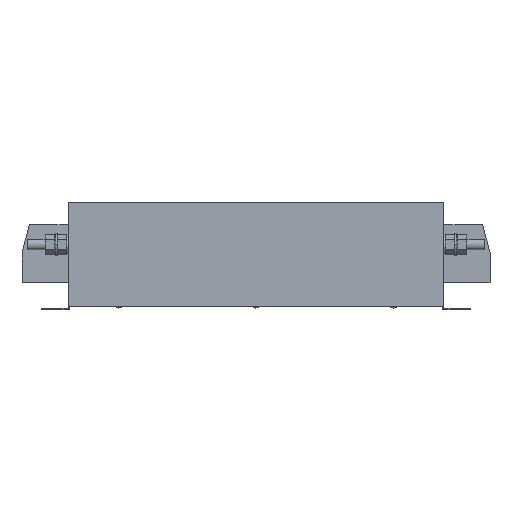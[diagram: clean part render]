
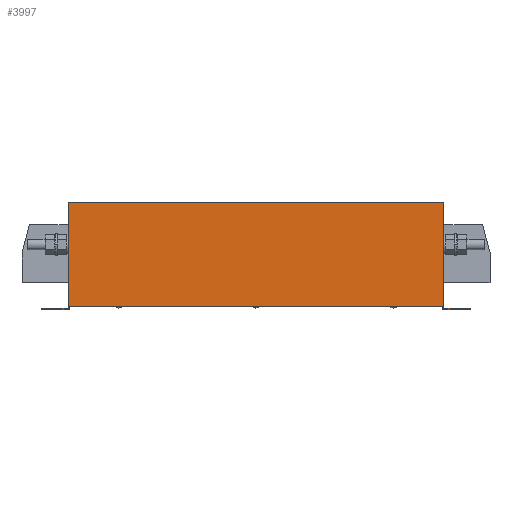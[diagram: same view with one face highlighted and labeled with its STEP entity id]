
A CAD part, top view. The second image highlights one B-rep face of the part: STEP entity #3997.
In plain terms, the highlighted planar face has unit normal (0, 0, 1).
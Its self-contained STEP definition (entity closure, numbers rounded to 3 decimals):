
#97 = VECTOR ( 'NONE', #3430, 1000. ) ;
#204 = LINE ( 'NONE', #1076, #7919 ) ;
#251 = DIRECTION ( 'NONE',  ( -1., 0., 0. ) ) ;
#271 = VERTEX_POINT ( 'NONE', #8348 ) ;
#305 = EDGE_CURVE ( 'Defeature ausgef�hrt2_12+Defeature ausgef�hrt2_6+Defeature ausgef�hrt2_5+Defeature ausgef�hrt2_1', #3663, #7394, #9067, .T. ) ;
#350 = CARTESIAN_POINT ( 'NONE',  ( 175., -49., 85. ) ) ;
#364 = VECTOR ( 'NONE', #251, 1000. ) ;
#678 = CARTESIAN_POINT ( 'NONE',  ( -174., -47., 85. ) ) ;
#756 = CARTESIAN_POINT ( 'NONE',  ( 175., 50., 85. ) ) ;
#1076 = CARTESIAN_POINT ( 'NONE',  ( 200., -50., 85. ) ) ;
#1127 = LINE ( 'NONE', #3512, #6719 ) ;
#1435 = VERTEX_POINT ( 'NONE', #9319 ) ;
#1458 = CARTESIAN_POINT ( 'NONE',  ( -175., -49., 85. ) ) ;
#1524 = EDGE_CURVE ( 'Defeature ausgef�hrt2_12+Defeature ausgef�hrt2_10+Defeature ausgef�hrt2_9+Defeature ausgef�hrt2_11', #5452, #8159, #7894, .T. ) ;
#1556 = LINE ( 'NONE', #756, #9043 ) ;
#1578 = VERTEX_POINT ( 'NONE', #2642 ) ;
#1591 = VERTEX_POINT ( 'NONE', #4060 ) ;
#1744 = PLANE ( 'NONE',  #3292 ) ;
#1790 = FACE_OUTER_BOUND ( 'NONE', #6150, .T. ) ;
#1816 = VECTOR ( 'NONE', #9305, 1000. ) ;
#1857 = VECTOR ( 'NONE', #2529, 1000. ) ;
#1925 = LINE ( 'NONE', #8803, #364 ) ;
#2015 = ORIENTED_EDGE ( 'NONE', *, *, #5939, .T. ) ;
#2225 = CARTESIAN_POINT ( 'NONE',  ( -174., -50., 85. ) ) ;
#2270 = LINE ( 'NONE', #1458, #1816 ) ;
#2313 = ORIENTED_EDGE ( 'NONE', *, *, #305, .T. ) ;
#2529 = DIRECTION ( 'NONE',  ( 0., 1., 0. ) ) ;
#2546 = DIRECTION ( 'NONE',  ( 1., 0., 0. ) ) ;
#2642 = CARTESIAN_POINT ( 'NONE',  ( 200., -50., 85. ) ) ;
#2709 = EDGE_CURVE ( 'Defeature ausgef�hrt2_12+Defeature ausgef�hrt2_3+Defeature ausgef�hrt2_2+Defeature ausgef�hrt2_4', #8147, #5186, #1127, .T. ) ;
#2713 = LINE ( 'NONE', #8164, #8900 ) ;
#2854 = VERTEX_POINT ( 'NONE', #9745 ) ;
#2888 = ORIENTED_EDGE ( 'NONE', *, *, #8806, .T. ) ;
#2942 = EDGE_CURVE ( 'Defeature ausgef�hrt2_12+Defeature ausgef�hrt2_8+Defeature ausgef�hrt2_0+Defeature ausgef�hrt2_9', #271, #3310, #2270, .T. ) ;
#2947 = ORIENTED_EDGE ( 'NONE', *, *, #2709, .T. ) ;
#3162 = EDGE_CURVE ( 'Defeature ausgef�hrt2_12+Defeature ausgef�hrt2_7+Defeature ausgef�hrt2_1+Defeature ausgef�hrt2_0', #2854, #1435, #1925, .T. ) ;
#3292 = AXIS2_PLACEMENT_3D ( 'NONE', #7964, #8627, #4801 ) ;
#3310 = VERTEX_POINT ( 'NONE', #6039 ) ;
#3361 = DIRECTION ( 'NONE',  ( 0., -1., 0. ) ) ;
#3430 = DIRECTION ( 'NONE',  ( 0., -1., 0. ) ) ;
#3512 = CARTESIAN_POINT ( 'NONE',  ( 174., -47., 85. ) ) ;
#3592 = LINE ( 'NONE', #4170, #6092 ) ;
#3598 = ORIENTED_EDGE ( 'NONE', *, *, #3162, .T. ) ;
#3663 = VERTEX_POINT ( 'NONE', #9053 ) ;
#3743 = CARTESIAN_POINT ( 'NONE',  ( 200., -49., 85. ) ) ;
#3770 = CARTESIAN_POINT ( 'NONE',  ( 174., -50., 85. ) ) ;
#3997 = ADVANCED_FACE ( 'Defeature ausgef�hrt2_12', ( #1790 ), #1744, .F. ) ;
#4020 = CARTESIAN_POINT ( 'NONE',  ( 174., -47., 85. ) ) ;
#4060 = CARTESIAN_POINT ( 'NONE',  ( -174., -47., 85. ) ) ;
#4170 = CARTESIAN_POINT ( 'NONE',  ( -175., -49., 85. ) ) ;
#4360 = DIRECTION ( 'NONE',  ( 0., -1., 0. ) ) ;
#4539 = EDGE_CURVE ( 'Defeature ausgef�hrt2_12+Defeature ausgef�hrt2_11+Defeature ausgef�hrt2_10+Defeature ausgef�hrt2_2', #8159, #1591, #9514, .T. ) ;
#4801 = DIRECTION ( 'NONE',  ( -1., 0., 0. ) ) ;
#5080 = VECTOR ( 'NONE', #9982, 1000. ) ;
#5102 = CARTESIAN_POINT ( 'NONE',  ( -200., -50., 85. ) ) ;
#5123 = ORIENTED_EDGE ( 'NONE', *, *, #6867, .T. ) ;
#5186 = VERTEX_POINT ( 'NONE', #3770 ) ;
#5264 = LINE ( 'NONE', #678, #5453 ) ;
#5272 = ORIENTED_EDGE ( 'NONE', *, *, #2942, .T. ) ;
#5452 = VERTEX_POINT ( 'NONE', #5102 ) ;
#5453 = VECTOR ( 'NONE', #5985, 1000. ) ;
#5596 = DIRECTION ( 'NONE',  ( 1., 0., 0. ) ) ;
#5826 = ORIENTED_EDGE ( 'NONE', *, *, #1524, .T. ) ;
#5939 = EDGE_CURVE ( 'Defeature ausgef�hrt2_12+Defeature ausgef�hrt2_0+Defeature ausgef�hrt2_7+Defeature ausgef�hrt2_8', #1435, #271, #3592, .T. ) ;
#5985 = DIRECTION ( 'NONE',  ( 1., 0., 0. ) ) ;
#6039 = CARTESIAN_POINT ( 'NONE',  ( -200., -49., 85. ) ) ;
#6092 = VECTOR ( 'NONE', #4360, 1000. ) ;
#6150 = EDGE_LOOP ( 'NONE', ( #8242, #2947, #5123, #2888, #2313, #6547, #3598, #2015, #5272, #7121, #5826, #9002 ) ) ;
#6547 = ORIENTED_EDGE ( 'NONE', *, *, #8162, .T. ) ;
#6705 = VECTOR ( 'NONE', #2546, 1000. ) ;
#6719 = VECTOR ( 'NONE', #3361, 1000. ) ;
#6867 = EDGE_CURVE ( 'Defeature ausgef�hrt2_12+Defeature ausgef�hrt2_4+Defeature ausgef�hrt2_3+Defeature ausgef�hrt2_5', #5186, #1578, #204, .T. ) ;
#7121 = ORIENTED_EDGE ( 'NONE', *, *, #8322, .T. ) ;
#7394 = VERTEX_POINT ( 'NONE', #350 ) ;
#7822 = DIRECTION ( 'NONE',  ( 0., 1., 0. ) ) ;
#7894 = LINE ( 'NONE', #9531, #6705 ) ;
#7919 = VECTOR ( 'NONE', #5596, 1000. ) ;
#7959 = DIRECTION ( 'NONE',  ( 0., 1., 0. ) ) ;
#7964 = CARTESIAN_POINT ( 'NONE',  ( 0., 50., 85. ) ) ;
#8147 = VERTEX_POINT ( 'NONE', #4020 ) ;
#8159 = VERTEX_POINT ( 'NONE', #2225 ) ;
#8162 = EDGE_CURVE ( 'Defeature ausgef�hrt2_12+Defeature ausgef�hrt2_1+Defeature ausgef�hrt2_6+Defeature ausgef�hrt2_7', #7394, #2854, #1556, .T. ) ;
#8164 = CARTESIAN_POINT ( 'NONE',  ( 200., -49., 85. ) ) ;
#8242 = ORIENTED_EDGE ( 'NONE', *, *, #8467, .T. ) ;
#8322 = EDGE_CURVE ( 'Defeature ausgef�hrt2_12+Defeature ausgef�hrt2_9+Defeature ausgef�hrt2_8+Defeature ausgef�hrt2_10', #3310, #5452, #8791, .T. ) ;
#8348 = CARTESIAN_POINT ( 'NONE',  ( -175., -49., 85. ) ) ;
#8467 = EDGE_CURVE ( 'Defeature ausgef�hrt2_12+Defeature ausgef�hrt2_2+Defeature ausgef�hrt2_11+Defeature ausgef�hrt2_3', #1591, #8147, #5264, .T. ) ;
#8627 = DIRECTION ( 'NONE',  ( 0., 0., -1. ) ) ;
#8791 = LINE ( 'NONE', #8992, #97 ) ;
#8803 = CARTESIAN_POINT ( 'NONE',  ( -175., 50., 85. ) ) ;
#8806 = EDGE_CURVE ( 'Defeature ausgef�hrt2_12+Defeature ausgef�hrt2_5+Defeature ausgef�hrt2_4+Defeature ausgef�hrt2_6', #1578, #3663, #2713, .T. ) ;
#8900 = VECTOR ( 'NONE', #7959, 1000. ) ;
#8992 = CARTESIAN_POINT ( 'NONE',  ( -200., -50., 85. ) ) ;
#9002 = ORIENTED_EDGE ( 'NONE', *, *, #4539, .T. ) ;
#9043 = VECTOR ( 'NONE', #7822, 1000. ) ;
#9053 = CARTESIAN_POINT ( 'NONE',  ( 200., -49., 85. ) ) ;
#9067 = LINE ( 'NONE', #3743, #5080 ) ;
#9305 = DIRECTION ( 'NONE',  ( -1., 0., 0. ) ) ;
#9319 = CARTESIAN_POINT ( 'NONE',  ( -175., 50., 85. ) ) ;
#9514 = LINE ( 'NONE', #9575, #1857 ) ;
#9531 = CARTESIAN_POINT ( 'NONE',  ( -174., -50., 85. ) ) ;
#9575 = CARTESIAN_POINT ( 'NONE',  ( -174., -50., 85. ) ) ;
#9745 = CARTESIAN_POINT ( 'NONE',  ( 175., 50., 85. ) ) ;
#9982 = DIRECTION ( 'NONE',  ( -1., 0., 0. ) ) ;
